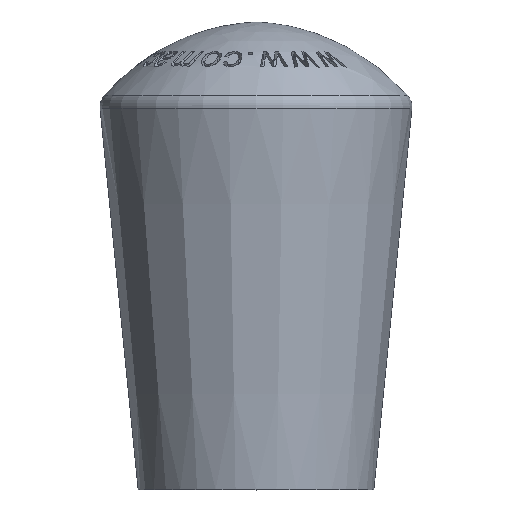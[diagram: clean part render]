
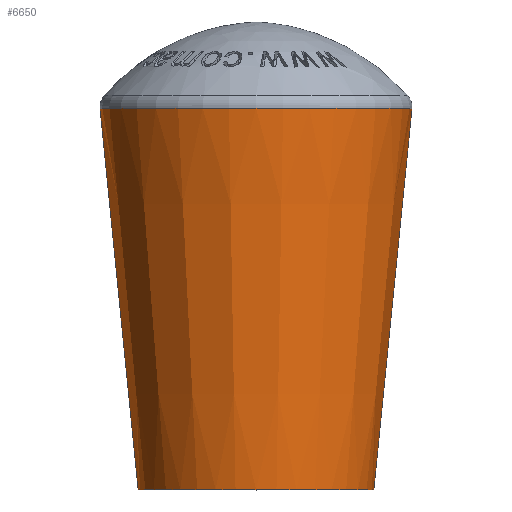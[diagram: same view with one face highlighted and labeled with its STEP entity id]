
A CAD part, top view. The second image highlights one B-rep face of the part: STEP entity #6650.
In plain terms, the highlighted conical face has half-angle 5.711 degrees and reference radius 3.4 mm.
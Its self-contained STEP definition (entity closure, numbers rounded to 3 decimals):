
#430 = DIRECTION ( 'NONE',  ( 0., 1., 0. ) ) ;
#592 = EDGE_CURVE ( 'NONE', #6354, #4881, #18153, .T. ) ;
#1126 = FACE_OUTER_BOUND ( 'NONE', #18380, .T. ) ;
#1713 = CARTESIAN_POINT ( 'NONE',  ( 2.1, 11., 0. ) ) ;
#2044 = DIRECTION ( 'NONE',  ( -1., 0., 0. ) ) ;
#3063 = VERTEX_POINT ( 'NONE', #1713 ) ;
#3243 = CARTESIAN_POINT ( 'NONE',  ( 1., 0., 0. ) ) ;
#4529 = CARTESIAN_POINT ( 'NONE',  ( -6.9, 11., 0. ) ) ;
#4881 = VERTEX_POINT ( 'NONE', #4529 ) ;
#5054 = VERTEX_POINT ( 'NONE', #3243 ) ;
#5384 = CONICAL_SURFACE ( 'NONE', #6014, 3.4, 0.1 ) ;
#6014 = AXIS2_PLACEMENT_3D ( 'NONE', #8218, #17224, #14097 ) ;
#6045 = CIRCLE ( 'NONE', #12328, 4.5 ) ;
#6354 = VERTEX_POINT ( 'NONE', #17642 ) ;
#6650 = ADVANCED_FACE ( 'NONE', ( #1126 ), #5384, .T. ) ;
#8218 = CARTESIAN_POINT ( 'NONE',  ( -2.4, 0., 0. ) ) ;
#8892 = DIRECTION ( 'NONE',  ( -1., 0., 0. ) ) ;
#8949 = DIRECTION ( 'NONE',  ( -0.1, 0.995, 0. ) ) ;
#9556 = CARTESIAN_POINT ( 'NONE',  ( -2.4, 0., 0. ) ) ;
#10396 = LINE ( 'NONE', #18671, #15111 ) ;
#10621 = CIRCLE ( 'NONE', #17299, 3.4 ) ;
#11895 = ORIENTED_EDGE ( 'NONE', *, *, #592, .F. ) ;
#11998 = EDGE_CURVE ( 'NONE', #4881, #3063, #6045, .T. ) ;
#12328 = AXIS2_PLACEMENT_3D ( 'NONE', #17844, #13562, #8892 ) ;
#13562 = DIRECTION ( 'NONE',  ( 0., 1., 0. ) ) ;
#14097 = DIRECTION ( 'NONE',  ( -1., 0., 0. ) ) ;
#15089 = CARTESIAN_POINT ( 'NONE',  ( -5.8, 0., 0. ) ) ;
#15111 = VECTOR ( 'NONE', #17548, 1000. ) ;
#15704 = EDGE_CURVE ( 'NONE', #6354, #5054, #10621, .T. ) ;
#16617 = ORIENTED_EDGE ( 'NONE', *, *, #15704, .T. ) ;
#16866 = ORIENTED_EDGE ( 'NONE', *, *, #11998, .F. ) ;
#16921 = EDGE_CURVE ( 'NONE', #5054, #3063, #10396, .T. ) ;
#17224 = DIRECTION ( 'NONE',  ( 0., 1., 0. ) ) ;
#17299 = AXIS2_PLACEMENT_3D ( 'NONE', #9556, #430, #2044 ) ;
#17548 = DIRECTION ( 'NONE',  ( 0.1, 0.995, 0. ) ) ;
#17642 = CARTESIAN_POINT ( 'NONE',  ( -5.8, 0., 0. ) ) ;
#17844 = CARTESIAN_POINT ( 'NONE',  ( -2.4, 11., 0. ) ) ;
#18153 = LINE ( 'NONE', #15089, #18386 ) ;
#18380 = EDGE_LOOP ( 'NONE', ( #16617, #18724, #16866, #11895 ) ) ;
#18386 = VECTOR ( 'NONE', #8949, 1000. ) ;
#18671 = CARTESIAN_POINT ( 'NONE',  ( 1., 0., 0. ) ) ;
#18724 = ORIENTED_EDGE ( 'NONE', *, *, #16921, .T. ) ;
